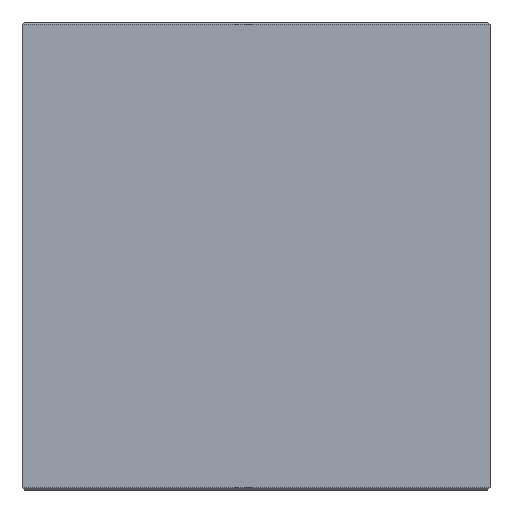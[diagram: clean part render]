
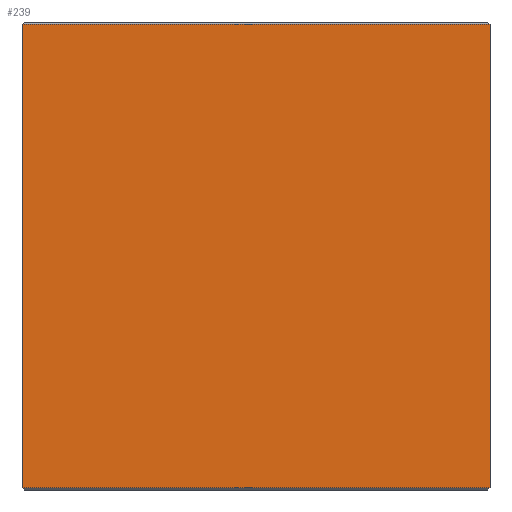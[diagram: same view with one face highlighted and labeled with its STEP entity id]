
A CAD part, front view. The second image highlights one B-rep face of the part: STEP entity #239.
In plain terms, the highlighted planar face has unit normal (0, -1, 0).
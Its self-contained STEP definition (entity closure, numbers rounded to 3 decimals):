
#24=FACE_OUTER_BOUND('',#39,.T.);
#39=EDGE_LOOP('',(#175,#176,#177,#178));
#57=LINE('',#360,#86);
#64=LINE('',#373,#93);
#65=LINE('',#375,#94);
#66=LINE('',#376,#95);
#86=VECTOR('',#292,10.);
#93=VECTOR('',#305,10.);
#94=VECTOR('',#306,10.);
#95=VECTOR('',#307,10.);
#111=VERTEX_POINT('',#349);
#115=VERTEX_POINT('',#359);
#118=VERTEX_POINT('',#372);
#119=VERTEX_POINT('',#374);
#133=EDGE_CURVE('',#111,#115,#57,.T.);
#140=EDGE_CURVE('',#111,#118,#64,.T.);
#141=EDGE_CURVE('',#119,#118,#65,.T.);
#142=EDGE_CURVE('',#115,#119,#66,.T.);
#175=ORIENTED_EDGE('',*,*,#133,.F.);
#176=ORIENTED_EDGE('',*,*,#140,.T.);
#177=ORIENTED_EDGE('',*,*,#141,.F.);
#178=ORIENTED_EDGE('',*,*,#142,.F.);
#225=PLANE('',#268);
#239=ADVANCED_FACE('',(#24),#225,.T.);
#268=AXIS2_PLACEMENT_3D('',#371,#303,#304);
#292=DIRECTION('',(-1.,0.,0.));
#303=DIRECTION('center_axis',(0.,-1.,0.));
#304=DIRECTION('ref_axis',(1.,0.,0.));
#305=DIRECTION('',(0.,0.,1.));
#306=DIRECTION('',(1.,0.,0.));
#307=DIRECTION('',(0.,0.,1.));
#349=CARTESIAN_POINT('',(100.,-100.,1.));
#359=CARTESIAN_POINT('',(-100.,-100.,1.));
#360=CARTESIAN_POINT('',(-50.,-100.,1.));
#371=CARTESIAN_POINT('Origin',(-100.,-100.,0.));
#372=CARTESIAN_POINT('',(100.,-100.,199.));
#373=CARTESIAN_POINT('',(100.,-100.,0.));
#374=CARTESIAN_POINT('',(-100.,-100.,199.));
#375=CARTESIAN_POINT('',(-50.,-100.,199.));
#376=CARTESIAN_POINT('',(-100.,-100.,0.));
